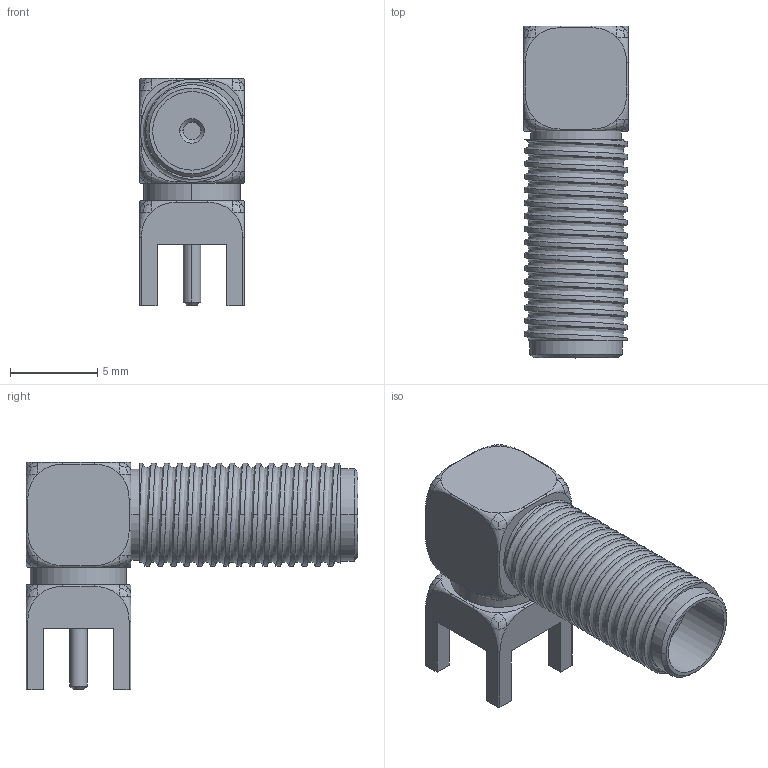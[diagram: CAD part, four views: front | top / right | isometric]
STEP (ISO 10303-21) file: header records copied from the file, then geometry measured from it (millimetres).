
FILE_DESCRIPTION (( 'STEP AP214' ), '1' );
FILE_NAME ('SMA-TH_HJ-SMA429.step', '2022-07-15T04:39:32', ( '' ), ( '' ), 'SwSTEP 2.0', 'SolidWorks 2020', '' );
FILE_SCHEMA (( 'AUTOMOTIVE_DESIGN' ));
Length unit declared in the file: millimetre
Products named in the file (1): SMA-TH_HJ-SMA429
Bounding box: 6 x 19 x 13 mm (x, y, z)
Volume: 610.2 mm3; surface area: 737.1 mm2
Topology: 14 solids, 14 shells, 468 faces, 1229 edges, 806 vertices
Faces by surface type: plane 209, bspline 185, cylinder 66, cone 6, torus 2
Entity records: 26902 total; most frequent: CARTESIAN_POINT 11630, ORIENTED_EDGE 2456, DIRECTION 1332, EDGE_CURVE 1228, VERTEX_POINT 804, LINE 674, VECTOR 674, EDGE_LOOP 496
